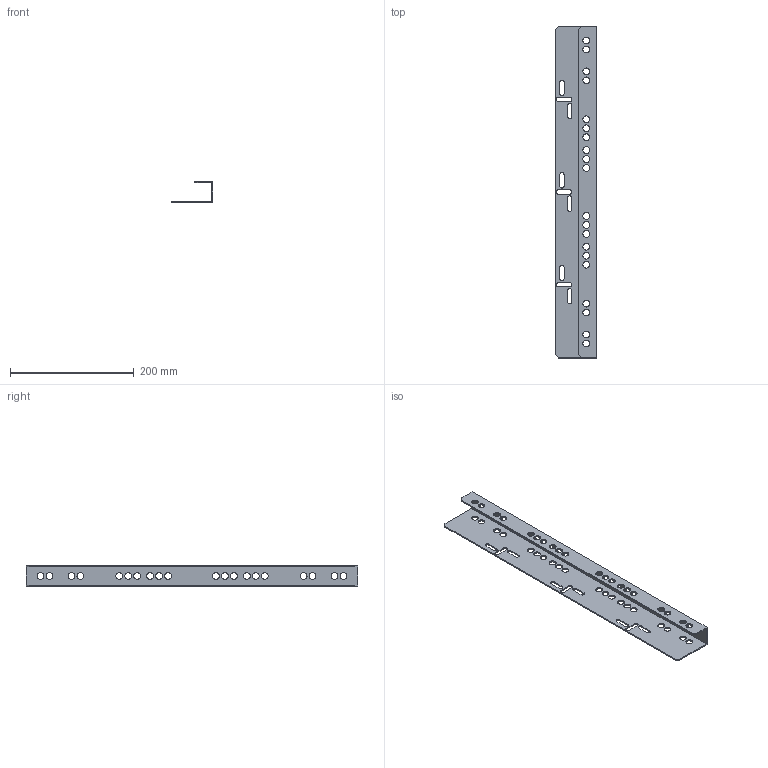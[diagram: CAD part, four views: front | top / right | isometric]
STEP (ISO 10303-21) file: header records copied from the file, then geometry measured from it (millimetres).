
FILE_DESCRIPTION (( 'STEP AP203' ), '1' );
FILE_NAME ('FO-00-SIEF FORMAT Ïëàíêà îïîð. èçîë. ARMAT ACB E (äî 3200À) F 3-4P IEK.STEP', '2024-07-08T17:52:48', ( '' ), ( '' ), 'SwSTEP 2.0', 'SolidWorks 2022', '' );
FILE_SCHEMA (( 'CONFIG_CONTROL_DESIGN' ));
Length unit declared in the file: millimetre
Products named in the file (1): FO-00-SIEF FORMAT Планка опор. изол. ARMAT ACB E (до 3200А) F 3-4P IEK
Bounding box: 67.5 x 537.5 x 34 mm (x, y, z)
Volume: 121522.8 mm3; surface area: 129346.1 mm2
Topology: 1 solids, 1 shells, 181 faces, 537 edges, 358 vertices
Faces by surface type: cylinder 141, plane 40
Entity records: 6566 total; most frequent: DIRECTION 1183, CARTESIAN_POINT 1077, ORIENTED_EDGE 1074, EDGE_CURVE 537, AXIS2_PLACEMENT_3D 464, VERTEX_POINT 358, EDGE_LOOP 319, CIRCLE 282
